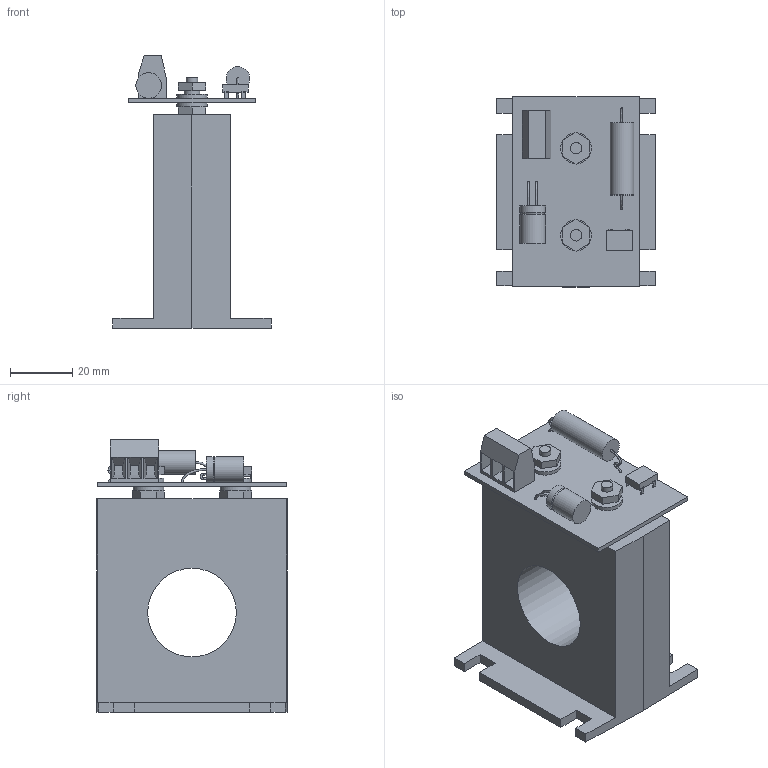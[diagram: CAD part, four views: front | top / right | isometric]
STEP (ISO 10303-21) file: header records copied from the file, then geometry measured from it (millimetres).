
FILE_DESCRIPTION(/* description */ (''),/* implementation_level */ '2;1');
FILE_NAME(/* name */ 'MCS-CT100-250-300.stp',/* time_stamp */ '2015-09-21T16:50:20-04:00',/* author */ ('Ian L Mitchell'),/* organization */ (''),/* preprocessor_version */ 'ST-DEVELOPER v15.2',/* originating_system */ 'Autodesk Inventor 2014',/* authorisation */ '');
FILE_SCHEMA (('AUTOMOTIVE_DESIGN { 1 0 10303 214 3 1 1 }'));
Length unit declared in the file: inch
Products named in the file (1): MCS-CT100-250-300
Bounding box: 50.8 x 61.09 x 87.5 mm (x, y, z)
Volume: 99450 mm3; surface area: 26564.3 mm2
Topology: 1 solids, 1 shells, 165 faces, 408 edges, 258 vertices
Faces by surface type: plane 142, cylinder 12, bspline 8, torus 3
Full cylindrical faces by diameter (mm): 3.683 x2, 5.08 x2, 7.62 x1, 8.255 x2, 9.906 x4, 28.448 x1
Entity records: 5516 total; most frequent: CARTESIAN_POINT 1650, ORIENTED_EDGE 786, DIRECTION 737, EDGE_CURVE 391, LINE 321, VECTOR 321, VERTEX_POINT 254, AXIS2_PLACEMENT_3D 208
